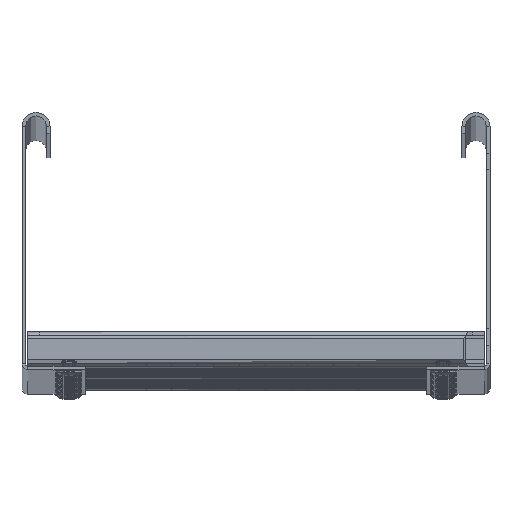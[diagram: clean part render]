
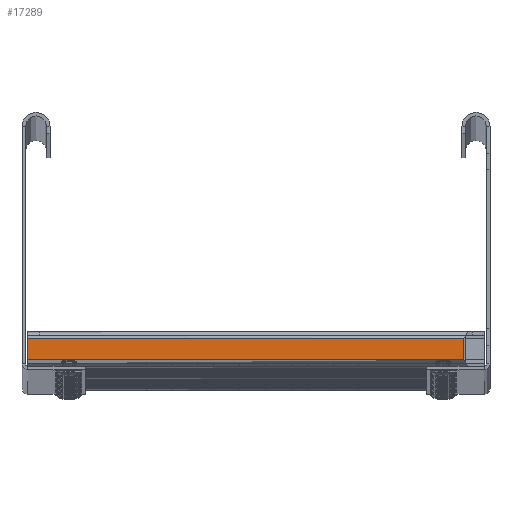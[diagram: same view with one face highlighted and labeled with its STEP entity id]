
A CAD part, top view. The second image highlights one B-rep face of the part: STEP entity #17289.
In plain terms, the highlighted face is planar.
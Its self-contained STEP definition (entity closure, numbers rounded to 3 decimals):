
#416 = ORIENTED_EDGE ( 'NONE', *, *, #16974, .T. ) ;
#1829 = EDGE_LOOP ( 'NONE', ( #8872, #5290, #416, #18044 ) ) ;
#2383 = VECTOR ( 'NONE', #9743, 1000. ) ;
#3119 = VECTOR ( 'NONE', #16708, 1000. ) ;
#3852 = CARTESIAN_POINT ( 'NONE',  ( 15., 12., 97.5 ) ) ;
#4075 = EDGE_CURVE ( 'NONE', #7309, #14747, #12301, .T. ) ;
#4180 = PLANE ( 'NONE',  #13974 ) ;
#4429 = EDGE_CURVE ( 'NONE', #11795, #14747, #14861, .T. ) ;
#5290 = ORIENTED_EDGE ( 'NONE', *, *, #13026, .F. ) ;
#5300 = CARTESIAN_POINT ( 'NONE',  ( 15., 3., -97.5 ) ) ;
#6405 = DIRECTION ( 'NONE',  ( 0., 0., 1. ) ) ;
#7232 = FACE_OUTER_BOUND ( 'NONE', #1829, .T. ) ;
#7309 = VERTEX_POINT ( 'NONE', #8862 ) ;
#8245 = VERTEX_POINT ( 'NONE', #14434 ) ;
#8387 = CARTESIAN_POINT ( 'NONE',  ( 15., 15., -88.84 ) ) ;
#8862 = CARTESIAN_POINT ( 'NONE',  ( 15., 3., -88.84 ) ) ;
#8872 = ORIENTED_EDGE ( 'NONE', *, *, #4075, .F. ) ;
#9743 = DIRECTION ( 'NONE',  ( 0., -1., 0. ) ) ;
#9792 = CARTESIAN_POINT ( 'NONE',  ( 15., 3., -97.5 ) ) ;
#9969 = DIRECTION ( 'NONE',  ( -1., 0., 0. ) ) ;
#10338 = CARTESIAN_POINT ( 'NONE',  ( 15., 3., 97.5 ) ) ;
#11606 = VECTOR ( 'NONE', #6405, 1000. ) ;
#11795 = VERTEX_POINT ( 'NONE', #3852 ) ;
#12301 = LINE ( 'NONE', #5300, #3119 ) ;
#13026 = EDGE_CURVE ( 'NONE', #8245, #7309, #17922, .T. ) ;
#13974 = AXIS2_PLACEMENT_3D ( 'NONE', #9792, #9969, #15411 ) ;
#14434 = CARTESIAN_POINT ( 'NONE',  ( 15., 12., -88.84 ) ) ;
#14747 = VERTEX_POINT ( 'NONE', #15596 ) ;
#14765 = LINE ( 'NONE', #17421, #11606 ) ;
#14861 = LINE ( 'NONE', #10338, #17522 ) ;
#15411 = DIRECTION ( 'NONE',  ( 0., -1., 0. ) ) ;
#15596 = CARTESIAN_POINT ( 'NONE',  ( 15., 3., 97.5 ) ) ;
#15951 = DIRECTION ( 'NONE',  ( 0., -1., 0. ) ) ;
#16708 = DIRECTION ( 'NONE',  ( 0., 0., 1. ) ) ;
#16974 = EDGE_CURVE ( 'NONE', #8245, #11795, #14765, .T. ) ;
#17289 = ADVANCED_FACE ( 'NONE', ( #7232 ), #4180, .F. ) ;
#17421 = CARTESIAN_POINT ( 'NONE',  ( 15., 12., -97.5 ) ) ;
#17522 = VECTOR ( 'NONE', #15951, 1000. ) ;
#17922 = LINE ( 'NONE', #8387, #2383 ) ;
#18044 = ORIENTED_EDGE ( 'NONE', *, *, #4429, .T. ) ;
